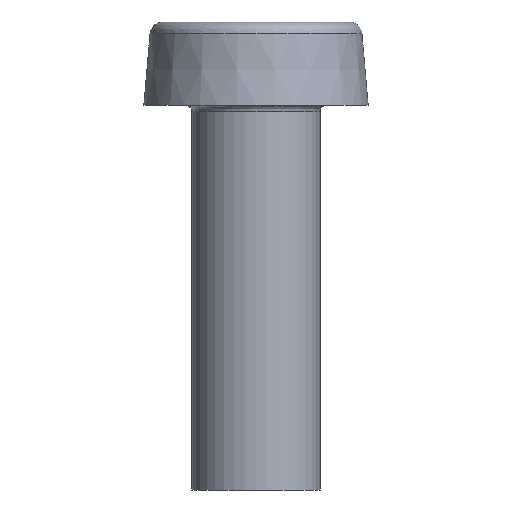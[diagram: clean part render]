
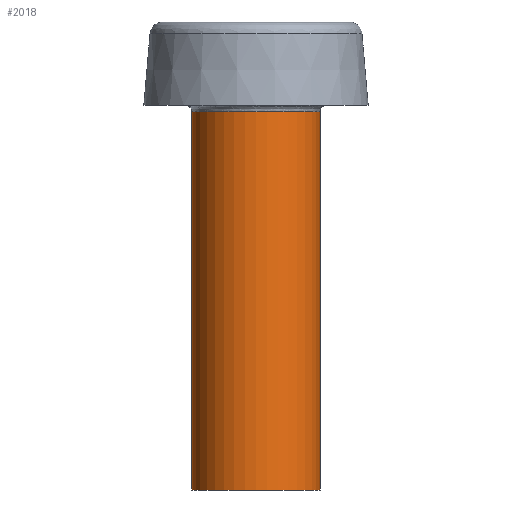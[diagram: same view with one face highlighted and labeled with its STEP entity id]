
A CAD part, front view. The second image highlights one B-rep face of the part: STEP entity #2018.
In plain terms, the highlighted cylindrical face has radius 2 mm (diameter 4 mm), a full revolution.
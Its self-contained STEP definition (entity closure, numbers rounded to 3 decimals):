
#1947 = SURFACE_OF_REVOLUTION('',#1948,#1953);
#1948 = CIRCLE('',#1949,0.2);
#1949 = AXIS2_PLACEMENT_3D('',#1950,#1951,#1952);
#1950 = CARTESIAN_POINT('',(2.2,0.,-0.2));
#1951 = DIRECTION('',(0.,-1.,0.));
#1952 = DIRECTION('',(0.,0.,1.));
#1953 = AXIS1_PLACEMENT('',#1954,#1955);
#1954 = CARTESIAN_POINT('',(0.,0.,0.));
#1955 = DIRECTION('',(0.,0.,1.));
#1968 = VERTEX_POINT('',#1969);
#1969 = CARTESIAN_POINT('',(2.,0.,-0.2));
#1991 = EDGE_CURVE('',#1968,#1968,#1992,.T.);
#1992 = SURFACE_CURVE('',#1993,(#1998,#2005),.PCURVE_S1.);
#1993 = CIRCLE('',#1994,2.);
#1994 = AXIS2_PLACEMENT_3D('',#1995,#1996,#1997);
#1995 = CARTESIAN_POINT('',(0.,0.,-0.2));
#1996 = DIRECTION('',(0.,0.,1.));
#1997 = DIRECTION('',(1.,0.,0.));
#1998 = PCURVE('',#1947,#1999);
#1999 = DEFINITIONAL_REPRESENTATION('',(#2000),#2004);
#2000 = LINE('',#2001,#2002);
#2001 = CARTESIAN_POINT('',(0.,1.571));
#2002 = VECTOR('',#2003,1.);
#2003 = DIRECTION('',(1.,0.));
#2004 = ( GEOMETRIC_REPRESENTATION_CONTEXT(2) 
PARAMETRIC_REPRESENTATION_CONTEXT() REPRESENTATION_CONTEXT('2D SPACE',''
  ) );
#2005 = PCURVE('',#2006,#2011);
#2006 = CYLINDRICAL_SURFACE('',#2007,2.);
#2007 = AXIS2_PLACEMENT_3D('',#2008,#2009,#2010);
#2008 = CARTESIAN_POINT('',(0.,0.,-0.2));
#2009 = DIRECTION('',(-0.,-0.,-1.));
#2010 = DIRECTION('',(1.,0.,0.));
#2011 = DEFINITIONAL_REPRESENTATION('',(#2012),#2016);
#2012 = LINE('',#2013,#2014);
#2013 = CARTESIAN_POINT('',(-0.,0.));
#2014 = VECTOR('',#2015,1.);
#2015 = DIRECTION('',(-1.,0.));
#2016 = ( GEOMETRIC_REPRESENTATION_CONTEXT(2) 
PARAMETRIC_REPRESENTATION_CONTEXT() REPRESENTATION_CONTEXT('2D SPACE',''
  ) );
#2018 = ADVANCED_FACE('',(#2019),#2006,.T.);
#2019 = FACE_BOUND('',#2020,.F.);
#2020 = EDGE_LOOP('',(#2021,#2022,#2045,#2072));
#2021 = ORIENTED_EDGE('',*,*,#1991,.T.);
#2022 = ORIENTED_EDGE('',*,*,#2023,.T.);
#2023 = EDGE_CURVE('',#1968,#2024,#2026,.T.);
#2024 = VERTEX_POINT('',#2025);
#2025 = CARTESIAN_POINT('',(2.,0.,-12.));
#2026 = SEAM_CURVE('',#2027,(#2031,#2038),.PCURVE_S1.);
#2027 = LINE('',#2028,#2029);
#2028 = CARTESIAN_POINT('',(2.,0.,-0.2));
#2029 = VECTOR('',#2030,1.);
#2030 = DIRECTION('',(0.,0.,-1.));
#2031 = PCURVE('',#2006,#2032);
#2032 = DEFINITIONAL_REPRESENTATION('',(#2033),#2037);
#2033 = LINE('',#2034,#2035);
#2034 = CARTESIAN_POINT('',(-0.,0.));
#2035 = VECTOR('',#2036,1.);
#2036 = DIRECTION('',(-0.,1.));
#2037 = ( GEOMETRIC_REPRESENTATION_CONTEXT(2) 
PARAMETRIC_REPRESENTATION_CONTEXT() REPRESENTATION_CONTEXT('2D SPACE',''
  ) );
#2038 = PCURVE('',#2006,#2039);
#2039 = DEFINITIONAL_REPRESENTATION('',(#2040),#2044);
#2040 = LINE('',#2041,#2042);
#2041 = CARTESIAN_POINT('',(-6.283,0.));
#2042 = VECTOR('',#2043,1.);
#2043 = DIRECTION('',(-0.,1.));
#2044 = ( GEOMETRIC_REPRESENTATION_CONTEXT(2) 
PARAMETRIC_REPRESENTATION_CONTEXT() REPRESENTATION_CONTEXT('2D SPACE',''
  ) );
#2045 = ORIENTED_EDGE('',*,*,#2046,.F.);
#2046 = EDGE_CURVE('',#2024,#2024,#2047,.T.);
#2047 = SURFACE_CURVE('',#2048,(#2053,#2060),.PCURVE_S1.);
#2048 = CIRCLE('',#2049,2.);
#2049 = AXIS2_PLACEMENT_3D('',#2050,#2051,#2052);
#2050 = CARTESIAN_POINT('',(0.,0.,-12.));
#2051 = DIRECTION('',(0.,0.,1.));
#2052 = DIRECTION('',(1.,0.,0.));
#2053 = PCURVE('',#2006,#2054);
#2054 = DEFINITIONAL_REPRESENTATION('',(#2055),#2059);
#2055 = LINE('',#2056,#2057);
#2056 = CARTESIAN_POINT('',(-0.,11.8));
#2057 = VECTOR('',#2058,1.);
#2058 = DIRECTION('',(-1.,0.));
#2059 = ( GEOMETRIC_REPRESENTATION_CONTEXT(2) 
PARAMETRIC_REPRESENTATION_CONTEXT() REPRESENTATION_CONTEXT('2D SPACE',''
  ) );
#2060 = PCURVE('',#2061,#2066);
#2061 = PLANE('',#2062);
#2062 = AXIS2_PLACEMENT_3D('',#2063,#2064,#2065);
#2063 = CARTESIAN_POINT('',(0.,0.,-12.));
#2064 = DIRECTION('',(0.,0.,1.));
#2065 = DIRECTION('',(1.,0.,0.));
#2066 = DEFINITIONAL_REPRESENTATION('',(#2067),#2071);
#2067 = CIRCLE('',#2068,2.);
#2068 = AXIS2_PLACEMENT_2D('',#2069,#2070);
#2069 = CARTESIAN_POINT('',(0.,0.));
#2070 = DIRECTION('',(1.,0.));
#2071 = ( GEOMETRIC_REPRESENTATION_CONTEXT(2) 
PARAMETRIC_REPRESENTATION_CONTEXT() REPRESENTATION_CONTEXT('2D SPACE',''
  ) );
#2072 = ORIENTED_EDGE('',*,*,#2023,.F.);
